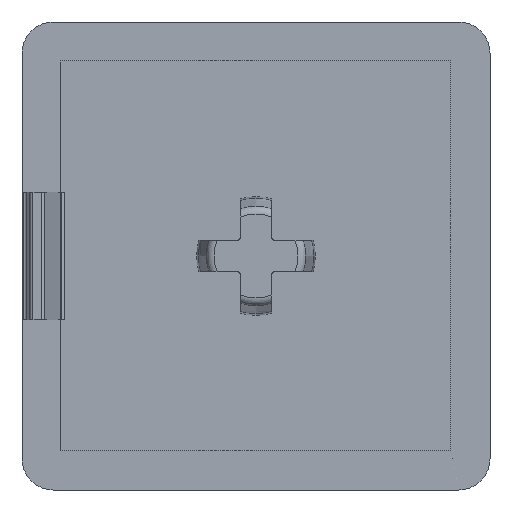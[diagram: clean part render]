
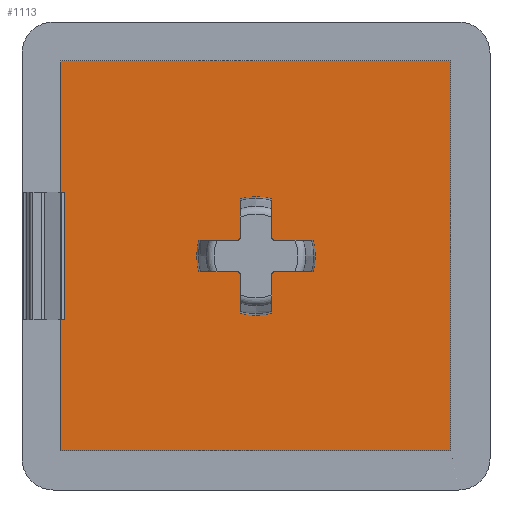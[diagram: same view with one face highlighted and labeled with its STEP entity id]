
A CAD part, front view. The second image highlights one B-rep face of the part: STEP entity #1113.
In plain terms, the highlighted planar face has unit normal (0, -1, 0).
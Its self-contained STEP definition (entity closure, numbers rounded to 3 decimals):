
#76=FACE_BOUND('',#166,.T.);
#99=FACE_OUTER_BOUND('',#165,.T.);
#165=EDGE_LOOP('',(#826,#827,#828,#829,#830,#831,#832,#833));
#166=EDGE_LOOP('',(#834,#835,#836,#837,#838,#839,#840,#841,#842,#843,#844,
#845,#846,#847,#848,#849));
#225=CIRCLE('',#1218,3.8);
#226=CIRCLE('',#1219,0.2);
#227=CIRCLE('',#1220,3.8);
#228=CIRCLE('',#1221,0.2);
#229=CIRCLE('',#1222,3.8);
#230=CIRCLE('',#1223,0.2);
#231=CIRCLE('',#1224,3.8);
#232=CIRCLE('',#1225,0.2);
#290=LINE('',#1721,#383);
#294=LINE('',#1727,#387);
#297=LINE('',#1733,#390);
#299=LINE('',#1737,#392);
#301=LINE('',#1740,#394);
#302=LINE('',#1743,#395);
#303=LINE('',#1745,#396);
#304=LINE('',#1746,#397);
#305=LINE('',#1749,#398);
#306=LINE('',#1753,#399);
#307=LINE('',#1757,#400);
#308=LINE('',#1761,#401);
#309=LINE('',#1765,#402);
#310=LINE('',#1769,#403);
#311=LINE('',#1773,#404);
#312=LINE('',#1777,#405);
#383=VECTOR('',#1397,1000.);
#387=VECTOR('',#1401,1000.);
#390=VECTOR('',#1406,1000.);
#392=VECTOR('',#1410,1000.);
#394=VECTOR('',#1414,1000.);
#395=VECTOR('',#1417,1000.);
#396=VECTOR('',#1418,1000.);
#397=VECTOR('',#1419,1000.);
#398=VECTOR('',#1420,1000.);
#399=VECTOR('',#1423,1000.);
#400=VECTOR('',#1426,1000.);
#401=VECTOR('',#1429,1000.);
#402=VECTOR('',#1432,1000.);
#403=VECTOR('',#1435,1000.);
#404=VECTOR('',#1438,1000.);
#405=VECTOR('',#1441,1000.);
#475=VERTEX_POINT('',#1717);
#477=VERTEX_POINT('',#1720);
#478=VERTEX_POINT('',#1724);
#479=VERTEX_POINT('',#1726);
#481=VERTEX_POINT('',#1732);
#482=VERTEX_POINT('',#1736);
#483=VERTEX_POINT('',#1742);
#484=VERTEX_POINT('',#1744);
#485=VERTEX_POINT('',#1747);
#486=VERTEX_POINT('',#1748);
#487=VERTEX_POINT('',#1750);
#488=VERTEX_POINT('',#1752);
#489=VERTEX_POINT('',#1754);
#490=VERTEX_POINT('',#1756);
#491=VERTEX_POINT('',#1758);
#492=VERTEX_POINT('',#1760);
#493=VERTEX_POINT('',#1762);
#494=VERTEX_POINT('',#1764);
#495=VERTEX_POINT('',#1766);
#496=VERTEX_POINT('',#1768);
#497=VERTEX_POINT('',#1770);
#498=VERTEX_POINT('',#1772);
#499=VERTEX_POINT('',#1774);
#500=VERTEX_POINT('',#1776);
#600=EDGE_CURVE('',#475,#477,#290,.T.);
#604=EDGE_CURVE('',#478,#479,#294,.T.);
#607=EDGE_CURVE('',#477,#481,#297,.T.);
#609=EDGE_CURVE('',#481,#482,#299,.T.);
#611=EDGE_CURVE('',#482,#478,#301,.T.);
#612=EDGE_CURVE('',#483,#475,#302,.T.);
#613=EDGE_CURVE('',#483,#484,#303,.T.);
#614=EDGE_CURVE('',#484,#479,#304,.T.);
#615=EDGE_CURVE('',#485,#486,#305,.T.);
#616=EDGE_CURVE('',#486,#487,#225,.T.);
#617=EDGE_CURVE('',#487,#488,#306,.T.);
#618=EDGE_CURVE('',#489,#488,#226,.T.);
#619=EDGE_CURVE('',#489,#490,#307,.T.);
#620=EDGE_CURVE('',#490,#491,#227,.T.);
#621=EDGE_CURVE('',#491,#492,#308,.T.);
#622=EDGE_CURVE('',#493,#492,#228,.T.);
#623=EDGE_CURVE('',#493,#494,#309,.T.);
#624=EDGE_CURVE('',#494,#495,#229,.T.);
#625=EDGE_CURVE('',#495,#496,#310,.T.);
#626=EDGE_CURVE('',#497,#496,#230,.T.);
#627=EDGE_CURVE('',#497,#498,#311,.T.);
#628=EDGE_CURVE('',#498,#499,#231,.T.);
#629=EDGE_CURVE('',#499,#500,#312,.T.);
#630=EDGE_CURVE('',#485,#500,#232,.T.);
#826=ORIENTED_EDGE('',*,*,#600,.F.);
#827=ORIENTED_EDGE('',*,*,#612,.F.);
#828=ORIENTED_EDGE('',*,*,#613,.T.);
#829=ORIENTED_EDGE('',*,*,#614,.T.);
#830=ORIENTED_EDGE('',*,*,#604,.F.);
#831=ORIENTED_EDGE('',*,*,#611,.F.);
#832=ORIENTED_EDGE('',*,*,#609,.F.);
#833=ORIENTED_EDGE('',*,*,#607,.F.);
#834=ORIENTED_EDGE('',*,*,#615,.T.);
#835=ORIENTED_EDGE('',*,*,#616,.T.);
#836=ORIENTED_EDGE('',*,*,#617,.T.);
#837=ORIENTED_EDGE('',*,*,#618,.F.);
#838=ORIENTED_EDGE('',*,*,#619,.T.);
#839=ORIENTED_EDGE('',*,*,#620,.T.);
#840=ORIENTED_EDGE('',*,*,#621,.T.);
#841=ORIENTED_EDGE('',*,*,#622,.F.);
#842=ORIENTED_EDGE('',*,*,#623,.T.);
#843=ORIENTED_EDGE('',*,*,#624,.T.);
#844=ORIENTED_EDGE('',*,*,#625,.T.);
#845=ORIENTED_EDGE('',*,*,#626,.F.);
#846=ORIENTED_EDGE('',*,*,#627,.T.);
#847=ORIENTED_EDGE('',*,*,#628,.T.);
#848=ORIENTED_EDGE('',*,*,#629,.T.);
#849=ORIENTED_EDGE('',*,*,#630,.F.);
#1072=PLANE('',#1217);
#1113=ADVANCED_FACE('',(#99,#76),#1072,.F.);
#1217=AXIS2_PLACEMENT_3D('',#1741,#1415,#1416);
#1218=AXIS2_PLACEMENT_3D('',#1751,#1421,#1422);
#1219=AXIS2_PLACEMENT_3D('',#1755,#1424,#1425);
#1220=AXIS2_PLACEMENT_3D('',#1759,#1427,#1428);
#1221=AXIS2_PLACEMENT_3D('',#1763,#1430,#1431);
#1222=AXIS2_PLACEMENT_3D('',#1767,#1433,#1434);
#1223=AXIS2_PLACEMENT_3D('',#1771,#1436,#1437);
#1224=AXIS2_PLACEMENT_3D('',#1775,#1439,#1440);
#1225=AXIS2_PLACEMENT_3D('',#1778,#1442,#1443);
#1397=DIRECTION('',(0.,0.,1.));
#1401=DIRECTION('',(0.,0.,1.));
#1406=DIRECTION('',(1.,0.,0.));
#1410=DIRECTION('',(0.,0.,-1.));
#1414=DIRECTION('',(-1.,0.,0.));
#1415=DIRECTION('center_axis',(0.,1.,0.));
#1416=DIRECTION('ref_axis',(0.,0.,1.));
#1417=DIRECTION('',(-1.,0.,0.));
#1418=DIRECTION('',(0.,0.,-1.));
#1419=DIRECTION('',(-1.,0.,0.));
#1420=DIRECTION('',(-1.,0.,0.));
#1421=DIRECTION('center_axis',(0.,1.,0.));
#1422=DIRECTION('ref_axis',(1.,0.,0.));
#1423=DIRECTION('',(1.,0.,0.));
#1424=DIRECTION('center_axis',(0.,1.,0.));
#1425=DIRECTION('ref_axis',(1.,0.,0.));
#1426=DIRECTION('',(0.,0.,1.));
#1427=DIRECTION('center_axis',(0.,1.,0.));
#1428=DIRECTION('ref_axis',(1.,0.,0.));
#1429=DIRECTION('',(0.,0.,-1.));
#1430=DIRECTION('center_axis',(0.,1.,0.));
#1431=DIRECTION('ref_axis',(1.,0.,0.));
#1432=DIRECTION('',(1.,0.,0.));
#1433=DIRECTION('center_axis',(0.,1.,0.));
#1434=DIRECTION('ref_axis',(1.,0.,0.));
#1435=DIRECTION('',(-1.,0.,0.));
#1436=DIRECTION('center_axis',(0.,1.,0.));
#1437=DIRECTION('ref_axis',(1.,0.,0.));
#1438=DIRECTION('',(0.,0.,-1.));
#1439=DIRECTION('center_axis',(0.,1.,0.));
#1440=DIRECTION('ref_axis',(1.,0.,0.));
#1441=DIRECTION('',(0.,0.,1.));
#1442=DIRECTION('center_axis',(0.,1.,0.));
#1443=DIRECTION('ref_axis',(1.,0.,0.));
#1717=CARTESIAN_POINT('',(-12.5,-2.5,4.09));
#1720=CARTESIAN_POINT('',(-12.5,-2.5,12.5));
#1721=CARTESIAN_POINT('',(-12.5,-2.5,-12.5));
#1724=CARTESIAN_POINT('',(-12.5,-2.5,-12.5));
#1726=CARTESIAN_POINT('',(-12.5,-2.5,-4.09));
#1727=CARTESIAN_POINT('',(-12.5,-2.5,-12.5));
#1732=CARTESIAN_POINT('',(12.5,-2.5,12.5));
#1733=CARTESIAN_POINT('',(-12.5,-2.5,12.5));
#1736=CARTESIAN_POINT('',(12.5,-2.5,-12.5));
#1737=CARTESIAN_POINT('',(12.5,-2.5,12.5));
#1740=CARTESIAN_POINT('',(12.5,-2.5,-12.5));
#1741=CARTESIAN_POINT('Origin',(0.,-2.5,0.));
#1742=CARTESIAN_POINT('',(-12.284,-2.5,4.09));
#1743=CARTESIAN_POINT('',(-12.284,-2.5,4.09));
#1744=CARTESIAN_POINT('',(-12.284,-2.5,-4.09));
#1745=CARTESIAN_POINT('',(-12.284,-2.5,4.09));
#1746=CARTESIAN_POINT('',(-12.284,-2.5,-4.09));
#1747=CARTESIAN_POINT('',(-1.2,-2.5,-1.));
#1748=CARTESIAN_POINT('',(-3.666,-2.5,-1.));
#1749=CARTESIAN_POINT('',(-1.2,-2.5,-1.));
#1750=CARTESIAN_POINT('',(-3.666,-2.5,1.));
#1751=CARTESIAN_POINT('Origin',(0.,-2.5,0.));
#1752=CARTESIAN_POINT('',(-1.2,-2.5,1.));
#1753=CARTESIAN_POINT('',(-3.666,-2.5,1.));
#1754=CARTESIAN_POINT('',(-1.,-2.5,1.2));
#1755=CARTESIAN_POINT('Origin',(-1.2,-2.5,1.2));
#1756=CARTESIAN_POINT('',(-1.,-2.5,3.666));
#1757=CARTESIAN_POINT('',(-1.,-2.5,1.2));
#1758=CARTESIAN_POINT('',(1.,-2.5,3.666));
#1759=CARTESIAN_POINT('Origin',(0.,-2.5,0.));
#1760=CARTESIAN_POINT('',(1.,-2.5,1.2));
#1761=CARTESIAN_POINT('',(1.,-2.5,3.666));
#1762=CARTESIAN_POINT('',(1.2,-2.5,1.));
#1763=CARTESIAN_POINT('Origin',(1.2,-2.5,1.2));
#1764=CARTESIAN_POINT('',(3.666,-2.5,1.));
#1765=CARTESIAN_POINT('',(1.2,-2.5,1.));
#1766=CARTESIAN_POINT('',(3.666,-2.5,-1.));
#1767=CARTESIAN_POINT('Origin',(0.,-2.5,0.));
#1768=CARTESIAN_POINT('',(1.2,-2.5,-1.));
#1769=CARTESIAN_POINT('',(3.666,-2.5,-1.));
#1770=CARTESIAN_POINT('',(1.,-2.5,-1.2));
#1771=CARTESIAN_POINT('Origin',(1.2,-2.5,-1.2));
#1772=CARTESIAN_POINT('',(1.,-2.5,-3.666));
#1773=CARTESIAN_POINT('',(1.,-2.5,-1.2));
#1774=CARTESIAN_POINT('',(-1.,-2.5,-3.666));
#1775=CARTESIAN_POINT('Origin',(0.,-2.5,0.));
#1776=CARTESIAN_POINT('',(-1.,-2.5,-1.2));
#1777=CARTESIAN_POINT('',(-1.,-2.5,-3.666));
#1778=CARTESIAN_POINT('Origin',(-1.2,-2.5,-1.2));
